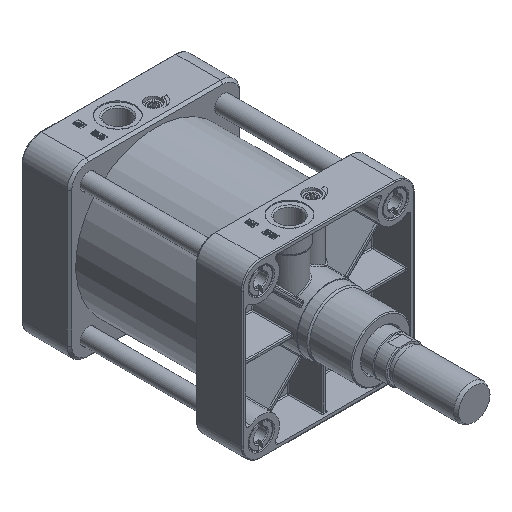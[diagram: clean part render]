
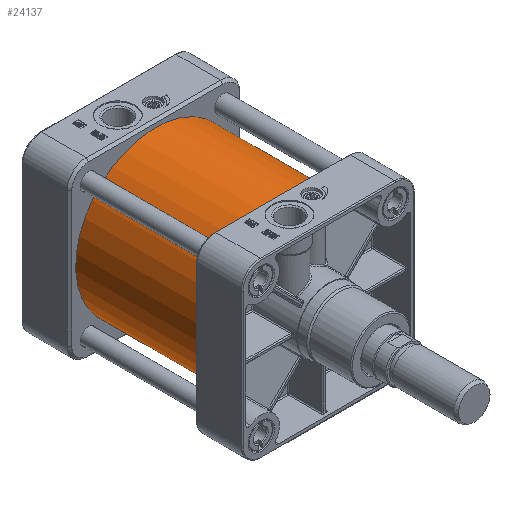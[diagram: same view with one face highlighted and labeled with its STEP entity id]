
A CAD part, isometric view. The second image highlights one B-rep face of the part: STEP entity #24137.
In plain terms, the highlighted cylindrical face has radius 83.5 mm (diameter 167 mm), a full revolution.
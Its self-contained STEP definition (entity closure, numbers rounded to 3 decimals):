
#24086=CARTESIAN_POINT('',(-32.,-65.0,77.125));
#24087=VERTEX_POINT('',#24086);
#24088=CARTESIAN_POINT('',(0.0,-65.0,0.0));
#24089=DIRECTION('',(0.0,1.0,0.0));
#24090=DIRECTION('',(1.0,0.0,0.0));
#24091=AXIS2_PLACEMENT_3D('',#24088,#24089,#24090);
#24092=CIRCLE('',#24091,83.5);
#24093=EDGE_CURVE('',#24087,#24087,#24092,.T.);
#24118=CARTESIAN_POINT('',(0.0,0.0,0.0));
#24119=DIRECTION('',(0.0,1.0,0.0));
#24120=DIRECTION('',(1.0,0.0,0.0));
#24121=AXIS2_PLACEMENT_3D('',#24118,#24119,#24120);
#24122=CYLINDRICAL_SURFACE('',#24121,83.5);
#24123=CARTESIAN_POINT('',(-32.,65.0,77.125));
#24124=VERTEX_POINT('',#24123);
#24125=CARTESIAN_POINT('',(0.0,65.0,0.0));
#24126=DIRECTION('',(0.0,-1.0,0.0));
#24127=DIRECTION('',(1.0,0.0,0.0));
#24128=AXIS2_PLACEMENT_3D('',#24125,#24126,#24127);
#24129=CIRCLE('',#24128,83.5);
#24130=EDGE_CURVE('',#24124,#24124,#24129,.T.);
#24131=ORIENTED_EDGE('',*,*,#24130,.T.);
#24132=EDGE_LOOP('',(#24131));
#24133=FACE_OUTER_BOUND('',#24132,.T.);
#24134=ORIENTED_EDGE('',*,*,#24093,.T.);
#24135=EDGE_LOOP('',(#24134));
#24136=FACE_BOUND('',#24135,.T.);
#24137=ADVANCED_FACE('',(#24133,#24136),#24122,.T.);
